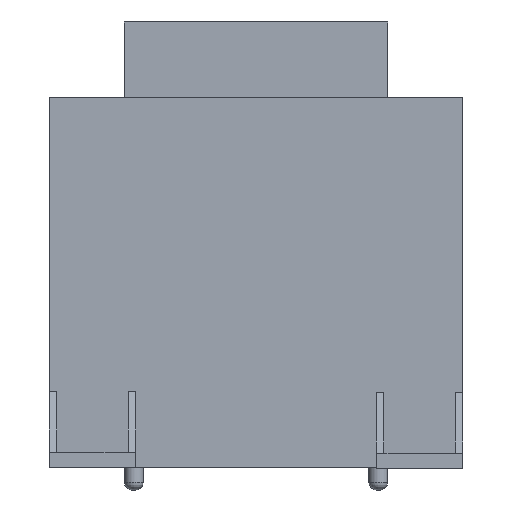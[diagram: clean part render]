
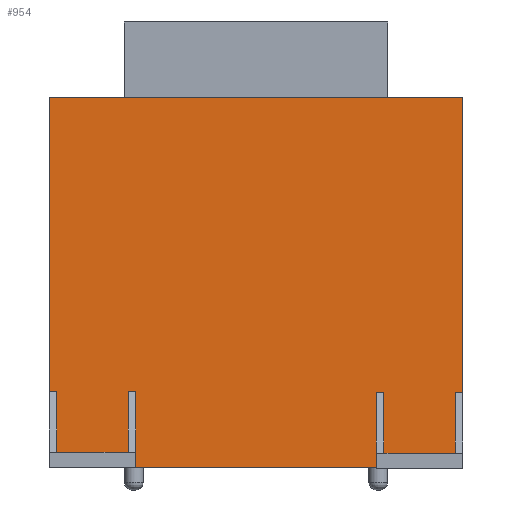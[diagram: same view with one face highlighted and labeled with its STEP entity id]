
A CAD part, left-side view. The second image highlights one B-rep face of the part: STEP entity #954.
In plain terms, the highlighted planar face has unit normal (-1, 0, 0).
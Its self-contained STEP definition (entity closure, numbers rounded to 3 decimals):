
#347 = VERTEX_POINT('',#348);
#348 = CARTESIAN_POINT('',(-31.9,-24.974,0.));
#349 = VERTEX_POINT('',#350);
#350 = CARTESIAN_POINT('',(-31.9,-27.5,0.));
#356 = EDGE_CURVE('',#347,#357,#359,.T.);
#357 = VERTEX_POINT('',#358);
#358 = CARTESIAN_POINT('',(-31.9,27.5,0.));
#359 = LINE('',#360,#361);
#360 = CARTESIAN_POINT('',(-31.9,-27.5,0.));
#361 = VECTOR('',#362,1.);
#362 = DIRECTION('',(0.,1.,0.));
#599 = VERTEX_POINT('',#600);
#600 = CARTESIAN_POINT('',(-31.9,-27.5,0.902));
#606 = EDGE_CURVE('',#599,#347,#607,.T.);
#607 = LINE('',#608,#609);
#608 = CARTESIAN_POINT('',(-31.9,-22.101,-1.026));
#609 = VECTOR('',#610,1.);
#610 = DIRECTION('',(0.,0.942,-0.336));
#644 = VERTEX_POINT('',#645);
#645 = CARTESIAN_POINT('',(-31.9,-27.5,49.2));
#651 = EDGE_CURVE('',#349,#644,#652,.T.);
#652 = LINE('',#653,#654);
#653 = CARTESIAN_POINT('',(-31.9,-27.5,0.));
#654 = VECTOR('',#655,1.);
#655 = DIRECTION('',(0.,0.,1.));
#913 = EDGE_CURVE('',#357,#914,#916,.T.);
#914 = VERTEX_POINT('',#915);
#915 = CARTESIAN_POINT('',(-31.9,27.5,
    0.041));
#916 = LINE('',#917,#918);
#917 = CARTESIAN_POINT('',(-31.9,27.5,0.));
#918 = VECTOR('',#919,1.);
#919 = DIRECTION('',(0.,0.,1.));
#922 = VERTEX_POINT('',#923);
#923 = CARTESIAN_POINT('',(-31.9,27.5,
    10.041));
#929 = EDGE_CURVE('',#922,#930,#932,.T.);
#930 = VERTEX_POINT('',#931);
#931 = CARTESIAN_POINT('',(-31.9,27.5,49.2));
#932 = LINE('',#933,#934);
#933 = CARTESIAN_POINT('',(-31.9,27.5,0.));
#934 = VECTOR('',#935,1.);
#935 = DIRECTION('',(0.,0.,1.));
#954 = ADVANCED_FACE('',(#955),#1028,.T.);
#955 = FACE_BOUND('',#956,.T.);
#956 = EDGE_LOOP('',(#957,#963,#964,#970,#971,#979,#987,#995,#1003,#1011
    ,#1019,#1025,#1026,#1027));
#957 = ORIENTED_EDGE('',*,*,#958,.F.);
#958 = EDGE_CURVE('',#349,#599,#959,.T.);
#959 = LINE('',#960,#961);
#960 = CARTESIAN_POINT('',(-31.9,-27.5,-0.044));
#961 = VECTOR('',#962,1.);
#962 = DIRECTION('',(0.,0.,1.));
#963 = ORIENTED_EDGE('',*,*,#651,.T.);
#964 = ORIENTED_EDGE('',*,*,#965,.T.);
#965 = EDGE_CURVE('',#644,#930,#966,.T.);
#966 = LINE('',#967,#968);
#967 = CARTESIAN_POINT('',(-31.9,-27.5,49.2));
#968 = VECTOR('',#969,1.);
#969 = DIRECTION('',(0.,1.,0.));
#970 = ORIENTED_EDGE('',*,*,#929,.F.);
#971 = ORIENTED_EDGE('',*,*,#972,.F.);
#972 = EDGE_CURVE('',#973,#922,#975,.T.);
#973 = VERTEX_POINT('',#974);
#974 = CARTESIAN_POINT('',(-31.9,26.5,10.041));
#975 = LINE('',#976,#977);
#976 = CARTESIAN_POINT('',(-31.9,-5.75,10.041));
#977 = VECTOR('',#978,1.);
#978 = DIRECTION('',(0.,1.,0.));
#979 = ORIENTED_EDGE('',*,*,#980,.F.);
#980 = EDGE_CURVE('',#981,#973,#983,.T.);
#981 = VERTEX_POINT('',#982);
#982 = CARTESIAN_POINT('',(-31.9,26.5,2.041));
#983 = LINE('',#984,#985);
#984 = CARTESIAN_POINT('',(-31.9,26.5,1.02));
#985 = VECTOR('',#986,1.);
#986 = DIRECTION('',(0.,0.,1.));
#987 = ORIENTED_EDGE('',*,*,#988,.F.);
#988 = EDGE_CURVE('',#989,#981,#991,.T.);
#989 = VERTEX_POINT('',#990);
#990 = CARTESIAN_POINT('',(-31.9,17.,2.041));
#991 = LINE('',#992,#993);
#992 = CARTESIAN_POINT('',(-31.9,-5.25,2.041));
#993 = VECTOR('',#994,1.);
#994 = DIRECTION('',(0.,1.,0.));
#995 = ORIENTED_EDGE('',*,*,#996,.F.);
#996 = EDGE_CURVE('',#997,#989,#999,.T.);
#997 = VERTEX_POINT('',#998);
#998 = CARTESIAN_POINT('',(-31.9,17.,10.041));
#999 = LINE('',#1000,#1001);
#1000 = CARTESIAN_POINT('',(-31.9,17.,6.02));
#1001 = VECTOR('',#1002,1.);
#1002 = DIRECTION('',(-0.,0.,-1.));
#1003 = ORIENTED_EDGE('',*,*,#1004,.F.);
#1004 = EDGE_CURVE('',#1005,#997,#1007,.T.);
#1005 = VERTEX_POINT('',#1006);
#1006 = CARTESIAN_POINT('',(-31.9,16.,10.041));
#1007 = LINE('',#1008,#1009);
#1008 = CARTESIAN_POINT('',(-31.9,-5.75,10.041));
#1009 = VECTOR('',#1010,1.);
#1010 = DIRECTION('',(0.,1.,0.));
#1011 = ORIENTED_EDGE('',*,*,#1012,.F.);
#1012 = EDGE_CURVE('',#1013,#1005,#1015,.T.);
#1013 = VERTEX_POINT('',#1014);
#1014 = CARTESIAN_POINT('',(-31.9,16.,0.041));
#1015 = LINE('',#1016,#1017);
#1016 = CARTESIAN_POINT('',(-31.9,16.,0.02));
#1017 = VECTOR('',#1018,1.);
#1018 = DIRECTION('',(0.,0.,1.));
#1019 = ORIENTED_EDGE('',*,*,#1020,.F.);
#1020 = EDGE_CURVE('',#914,#1013,#1021,.T.);
#1021 = LINE('',#1022,#1023);
#1022 = CARTESIAN_POINT('',(-31.9,-2.875,0.041));
#1023 = VECTOR('',#1024,1.);
#1024 = DIRECTION('',(0.,-1.,0.));
#1025 = ORIENTED_EDGE('',*,*,#913,.F.);
#1026 = ORIENTED_EDGE('',*,*,#356,.F.);
#1027 = ORIENTED_EDGE('',*,*,#606,.F.);
#1028 = PLANE('',#1029);
#1029 = AXIS2_PLACEMENT_3D('',#1030,#1031,#1032);
#1030 = CARTESIAN_POINT('',(-31.9,-27.5,0.));
#1031 = DIRECTION('',(-1.,0.,0.));
#1032 = DIRECTION('',(0.,1.,0.));
